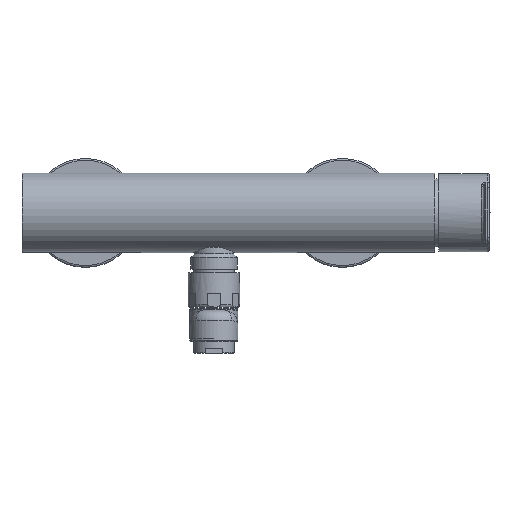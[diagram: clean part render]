
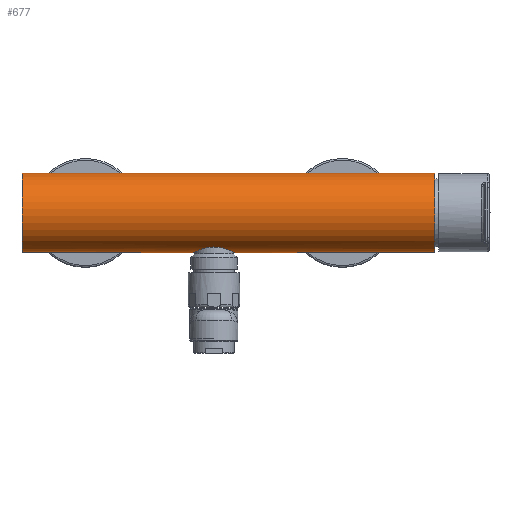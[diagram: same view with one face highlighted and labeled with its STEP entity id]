
A CAD part, top view. The second image highlights one B-rep face of the part: STEP entity #677.
In plain terms, the highlighted cylindrical face has radius 23.25 mm (diameter 46.5 mm), a partial arc.
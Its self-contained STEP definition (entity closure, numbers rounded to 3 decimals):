
#35=CARTESIAN_POINT('',(-112.,0.,0.));
#36=DIRECTION('',(1.,0.,0.));
#37=DIRECTION('',(0.,0.904,-0.427));
#38=AXIS2_PLACEMENT_3D('',#35,#36,#37);
#199=DIRECTION('',(1.,0.,0.));
#200=VECTOR('',#199,122.424);
#201=CARTESIAN_POINT('',(6.576,-21.028,-9.918));
#202=LINE('',#201,#200);
#207=DIRECTION('',(1.,0.,0.));
#208=VECTOR('',#207,105.424);
#209=CARTESIAN_POINT('',(-112.,-21.028,-9.918));
#210=LINE('',#209,#208);
#211=CARTESIAN_POINT('',(11.9,-23.25,0.));
#212=CARTESIAN_POINT('',(11.9,-23.25,0.775));
#213=CARTESIAN_POINT('',(11.754,-23.175,2.313));
#214=CARTESIAN_POINT('',(11.045,-22.819,4.647));
#215=CARTESIAN_POINT('',(9.907,-22.286,6.721));
#216=CARTESIAN_POINT('',(8.505,-21.694,8.419));
#217=CARTESIAN_POINT('',(6.771,-21.063,9.881));
#218=CARTESIAN_POINT('',(4.636,-20.466,11.05));
#219=CARTESIAN_POINT('',(2.329,-20.063,11.752));
#220=CARTESIAN_POINT('',(-0.069,-19.925,
11.981));
#221=CARTESIAN_POINT('',(-2.467,-20.08,11.723));
#222=CARTESIAN_POINT('',(-4.757,-20.494,10.998));
#223=CARTESIAN_POINT('',(-6.871,-21.097,9.809));
#224=CARTESIAN_POINT('',(-8.562,-21.717,8.357));
#225=CARTESIAN_POINT('',(-9.938,-22.3,6.674));
#226=CARTESIAN_POINT('',(-11.063,-22.828,4.601));
#227=CARTESIAN_POINT('',(-11.757,-23.176,2.285));
#228=CARTESIAN_POINT('',(-11.9,-23.25,0.765));
#229=CARTESIAN_POINT('',(-11.9,-23.25,0.));
#231=CARTESIAN_POINT('',(-11.9,-23.25,0.));
#232=CARTESIAN_POINT('',(-11.9,-23.25,-0.584));
#233=CARTESIAN_POINT('',(-11.815,-23.206,
-1.679));
#234=CARTESIAN_POINT('',(-11.516,-23.055,
-3.1));
#235=CARTESIAN_POINT('',(-11.117,-22.858,
-4.299));
#236=CARTESIAN_POINT('',(-10.663,-22.641,
-5.318));
#237=CARTESIAN_POINT('',(-10.171,-22.413,
-6.202));
#238=CARTESIAN_POINT('',(-9.655,-22.183,
-6.976));
#239=CARTESIAN_POINT('',(-9.116,-21.954,
-7.666));
#240=CARTESIAN_POINT('',(-8.546,-21.723,
-8.296));
#241=CARTESIAN_POINT('',(-7.932,-21.489,
-8.884));
#242=CARTESIAN_POINT('',(-7.276,-21.254,
-9.43));
#243=CARTESIAN_POINT('',(-6.813,-21.103,
-9.761));
#244=CARTESIAN_POINT('',(-6.576,-21.028,
-9.918));
#246=DIRECTION('',(1.,0.,0.));
#247=VECTOR('',#246,241.);
#248=CARTESIAN_POINT('',(-112.,21.028,-9.918));
#249=LINE('',#248,#247);
#250=CARTESIAN_POINT('',(6.576,-21.028,-9.918));
#251=CARTESIAN_POINT('',(6.79,-21.095,-9.776));
#252=CARTESIAN_POINT('',(7.207,-21.232,-9.48));
#253=CARTESIAN_POINT('',(7.804,-21.442,-8.995));
#254=CARTESIAN_POINT('',(8.366,-21.653,-8.475));
#255=CARTESIAN_POINT('',(8.893,-21.862,-7.92));
#256=CARTESIAN_POINT('',(9.394,-22.071,-7.32));
#257=CARTESIAN_POINT('',(9.877,-22.281,-6.655));
#258=CARTESIAN_POINT('',(10.345,-22.492,-5.906));
#259=CARTESIAN_POINT('',(10.791,-22.701,-5.05));
#260=CARTESIAN_POINT('',(11.202,-22.9,-4.067));
#261=CARTESIAN_POINT('',(11.561,-23.078,-2.916));
#262=CARTESIAN_POINT('',(11.826,-23.212,-1.569));
#263=CARTESIAN_POINT('',(11.9,-23.25,-0.544));
#264=CARTESIAN_POINT('',(11.9,-23.25,0.));
#288=CARTESIAN_POINT('',(129.,0.,0.));
#289=DIRECTION('',(1.,0.,0.));
#290=DIRECTION('',(0.,0.904,-0.427));
#291=AXIS2_PLACEMENT_3D('',#288,#289,#290);
#297=CARTESIAN_POINT('',(-112.,21.028,-9.918));
#298=CARTESIAN_POINT('',(-112.,-21.028,-9.918));
#299=VERTEX_POINT('',#297);
#300=VERTEX_POINT('',#298);
#301=CARTESIAN_POINT('',(129.,21.028,-9.918));
#302=CARTESIAN_POINT('',(129.,-21.028,-9.918));
#303=VERTEX_POINT('',#301);
#304=VERTEX_POINT('',#302);
#321=VERTEX_POINT('',#229);
#322=VERTEX_POINT('',#211);
#323=VERTEX_POINT('',#250);
#324=VERTEX_POINT('',#244);
#657=CARTESIAN_POINT('',(-112.,0.,0.));
#658=DIRECTION('',(1.,0.,0.));
#659=DIRECTION('',(0.,0.,-1.));
#660=AXIS2_PLACEMENT_3D('',#657,#658,#659);
#661=CYLINDRICAL_SURFACE('',#660,23.25);
#663=ORIENTED_EDGE('',*,*,#662,.T.);
#665=ORIENTED_EDGE('',*,*,#664,.T.);
#666=ORIENTED_EDGE('',*,*,#645,.F.);
#667=ORIENTED_EDGE('',*,*,#358,.F.);
#669=ORIENTED_EDGE('',*,*,#668,.T.);
#671=ORIENTED_EDGE('',*,*,#670,.T.);
#672=ORIENTED_EDGE('',*,*,#639,.F.);
#674=ORIENTED_EDGE('',*,*,#673,.T.);
#675=EDGE_LOOP('',(#663,#665,#666,#667,#669,#671,#672,#674));
#676=FACE_OUTER_BOUND('',#675,.F.);
#677=ADVANCED_FACE('',(#676),#661,.T.);
#39=CIRCLE('',#38,23.25);
#230=B_SPLINE_CURVE_WITH_KNOTS('',3,(#211,#212,#213,#214,#215,#216,#217,#218,
#219,#220,#221,#222,#223,#224,#225,#226,#227,#228,#229),.UNSPECIFIED.,.F.,.F.,
(4,1,1,1,1,1,1,1,1,1,1,1,1,1,1,1,4),(0.,0.063,0.125,0.188,0.25,
0.313,0.375,0.438,0.5,0.563,0.625,0.688,0.75,0.813,
0.875,0.938,1.),.UNSPECIFIED.);
#245=B_SPLINE_CURVE_WITH_KNOTS('',3,(#231,#232,#233,#234,#235,#236,#237,#238,
#239,#240,#241,#242,#243,#244),.UNSPECIFIED.,.F.,.F.,(4,1,1,1,1,1,1,1,1,1,1,4),(
0.,0.091,0.182,0.273,0.364,
0.455,0.545,0.636,0.727,
0.818,0.909,1.),.UNSPECIFIED.);
#265=B_SPLINE_CURVE_WITH_KNOTS('',3,(#250,#251,#252,#253,#254,#255,#256,#257,
#258,#259,#260,#261,#262,#263,#264),.UNSPECIFIED.,.F.,.F.,(4,1,1,1,1,1,1,1,1,1,
1,1,4),(0.,0.083,0.167,0.25,0.333,
0.417,0.5,0.583,0.667,0.75,
0.833,0.917,1.),.UNSPECIFIED.);
#292=CIRCLE('',#291,23.25);
#358=EDGE_CURVE('',#299,#300,#39,.T.);
#639=EDGE_CURVE('',#323,#304,#202,.T.);
#645=EDGE_CURVE('',#300,#324,#210,.T.);
#662=EDGE_CURVE('',#322,#321,#230,.T.);
#664=EDGE_CURVE('',#321,#324,#245,.T.);
#668=EDGE_CURVE('',#299,#303,#249,.T.);
#670=EDGE_CURVE('',#303,#304,#292,.T.);
#673=EDGE_CURVE('',#323,#322,#265,.T.);
